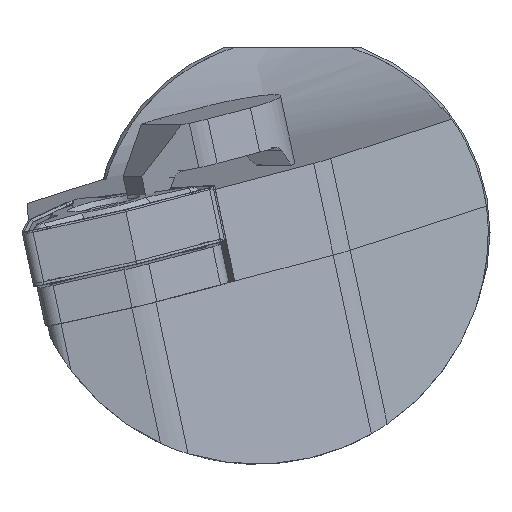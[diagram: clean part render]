
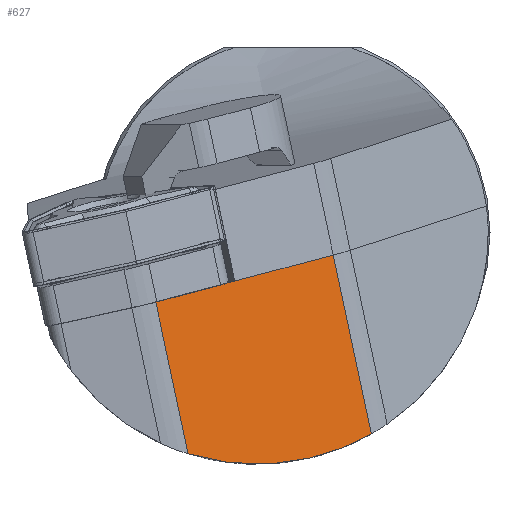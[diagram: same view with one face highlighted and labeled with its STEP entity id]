
A CAD part, left-side view. The second image highlights one B-rep face of the part: STEP entity #627.
In plain terms, the highlighted planar face has unit normal (-0.902, -0.432, -0.005).
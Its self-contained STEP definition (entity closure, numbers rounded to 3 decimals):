
#562=ELLIPSE('',#2776,20.787,18.75);
#627=ADVANCED_FACE('',(#827),#751,.F.);
#751=PLANE('',#2783);
#827=FACE_OUTER_BOUND('',#941,.T.);
#941=EDGE_LOOP('',(#1204,#1205,#1206,#1207,#1208,#1209));
#1204=ORIENTED_EDGE('',*,*,#2089,.F.);
#1205=ORIENTED_EDGE('',*,*,#2051,.T.);
#1206=ORIENTED_EDGE('',*,*,#2090,.T.);
#1207=ORIENTED_EDGE('',*,*,#2091,.F.);
#1208=ORIENTED_EDGE('',*,*,#2078,.T.);
#1209=ORIENTED_EDGE('',*,*,#2087,.T.);
#1829=VERTEX_POINT('',#3634);
#1830=VERTEX_POINT('',#3635);
#1852=VERTEX_POINT('',#3712);
#1853=VERTEX_POINT('',#3714);
#1860=VERTEX_POINT('',#3748);
#1862=VERTEX_POINT('',#3755);
#2051=EDGE_CURVE('',#1829,#1830,#2384,.T.);
#2078=EDGE_CURVE('',#1853,#1852,#562,.T.);
#2087=EDGE_CURVE('',#1852,#1860,#2400,.T.);
#2089=EDGE_CURVE('',#1829,#1860,#2402,.T.);
#2090=EDGE_CURVE('',#1830,#1862,#2403,.T.);
#2091=EDGE_CURVE('',#1853,#1862,#2404,.T.);
#2384=LINE('',#3633,#2574);
#2400=LINE('',#3750,#2590);
#2402=LINE('',#3753,#2592);
#2403=LINE('',#3754,#2593);
#2404=LINE('',#3756,#2594);
#2574=VECTOR('',#2994,1.);
#2590=VECTOR('',#3046,1.);
#2592=VECTOR('',#3050,1.);
#2593=VECTOR('',#3051,1.);
#2594=VECTOR('',#3052,1.);
#2776=AXIS2_PLACEMENT_3D('',#3713,#3034,#3035);
#2783=AXIS2_PLACEMENT_3D('',#3757,#3053,#3054);
#2994=DIRECTION('',(-0.419,0.878,-0.232));
#3034=DIRECTION('',(-0.902,-0.432,-0.005));
#3035=DIRECTION('',(-0.432,0.902,0.011));
#3046=DIRECTION('',(-0.105,0.207,0.973));
#3050=DIRECTION('',(0.419,-0.878,0.232));
#3051=DIRECTION('',(-0.419,0.878,-0.232));
#3052=DIRECTION('',(-0.105,0.207,0.973));
#3053=DIRECTION('',(0.902,0.432,0.005));
#3054=DIRECTION('',(0.432,-0.902,0.));
#3633=CARTESIAN_POINT('',(-168.738,9.891,66.787));
#3634=CARTESIAN_POINT('',(-172.548,17.878,64.68));
#3635=CARTESIAN_POINT('',(-172.855,18.521,64.511));
#3712=CARTESIAN_POINT('',(-167.179,6.808,52.283));
#3713=CARTESIAN_POINT('',(-171.712,16.085,68.577));
#3714=CARTESIAN_POINT('',(-174.28,21.665,50.677));
#3748=CARTESIAN_POINT('',(-168.738,9.891,66.787));
#3750=CARTESIAN_POINT('',(-205.576,82.762,409.619));
#3753=CARTESIAN_POINT('',(-168.738,9.891,66.787));
#3754=CARTESIAN_POINT('',(-168.738,9.891,66.787));
#3755=CARTESIAN_POINT('',(-175.603,24.283,62.99));
#3756=CARTESIAN_POINT('',(-212.441,97.154,405.823));
#3757=CARTESIAN_POINT('',(-205.576,82.762,409.619));
